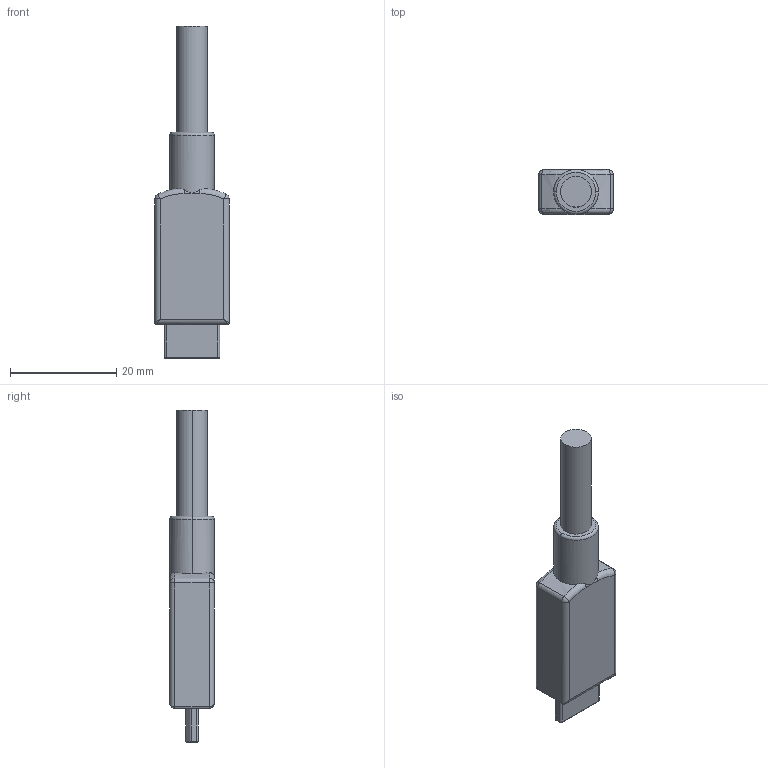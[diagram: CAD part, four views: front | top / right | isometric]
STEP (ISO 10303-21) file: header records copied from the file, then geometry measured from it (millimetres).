
FILE_DESCRIPTION (( 'STEP AP214' ), '1' );
FILE_NAME ('HDMI type C.STEP', '2013-01-24T01:41:48', ( 'user' ), ( '4ormfuntion' ), 'SwSTEP 2.0', 'SolidWorks 2011', '' );
FILE_SCHEMA (( 'AUTOMOTIVE_DESIGN' ));
Length unit declared in the file: millimetre
Products named in the file (1): HDMI type C
Bounding box: 14 x 8.4 x 62.39 mm (x, y, z)
Volume: 4164.2 mm3; surface area: 2202.5 mm2
Topology: 1 solids, 1 shells, 194 faces, 538 edges, 342 vertices
Faces by surface type: plane 121, cylinder 53, torus 12, bspline 4, sphere 4
Entity records: 7362 total; most frequent: CARTESIAN_POINT 1281, ORIENTED_EDGE 1060, DIRECTION 994, EDGE_CURVE 530, LINE 400, VECTOR 400, VERTEX_POINT 342, AXIS2_PLACEMENT_3D 297
